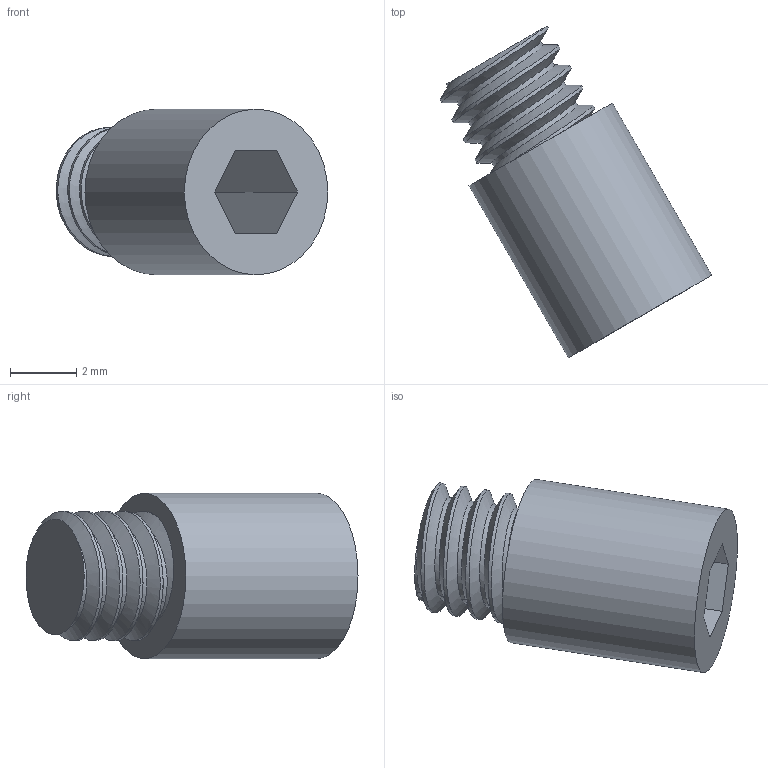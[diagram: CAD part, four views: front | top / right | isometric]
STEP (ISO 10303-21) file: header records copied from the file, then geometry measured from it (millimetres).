
FILE_DESCRIPTION(/* description */ (''),/* implementation_level */ '2;1');
FILE_NAME(/* name */ 'Bute drailleur v5.step',/* time_stamp */ '2024-06-11T23:58:46+02:00',/* author */ (''),/* organization */ (''),/* preprocessor_version */ 'ST-DEVELOPER v20',/* originating_system */ 'Autodesk Translation Framework v13.14.0.145',/* authorisation */ '');
FILE_SCHEMA (('AUTOMOTIVE_DESIGN { 1 0 10303 214 3 1 1 }'));
Length unit declared in the file: millimetre
Products named in the file (1): Butée dérailleur
Bounding box: 8.2 x 10.02 x 5 mm (x, y, z)
Volume: 119.6 mm3; surface area: 231.5 mm2
Topology: 1 solids, 1 shells, 24 faces, 60 edges, 40 vertices
Faces by surface type: cylinder 12, plane 10, bspline 2
Full cylindrical faces by diameter (mm): 3.111 x2, 3.908 x2, 5 x1
Entity records: 1562 total; most frequent: CARTESIAN_POINT 995, ORIENTED_EDGE 120, DIRECTION 86, EDGE_CURVE 60, VERTEX_POINT 40, AXIS2_PLACEMENT_3D 29, LINE 28, VECTOR 28
